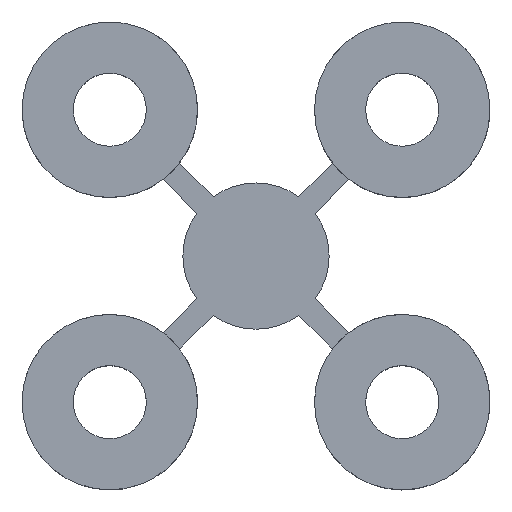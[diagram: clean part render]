
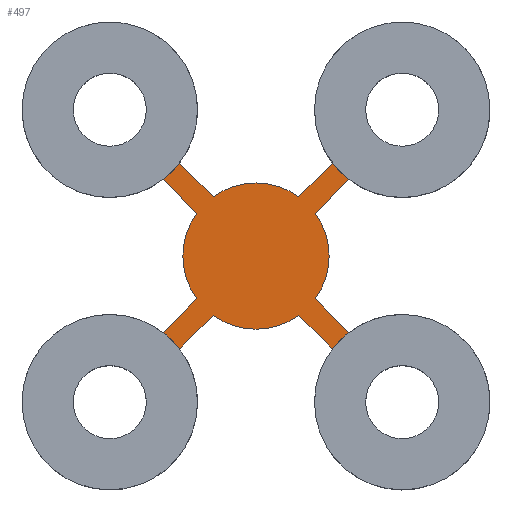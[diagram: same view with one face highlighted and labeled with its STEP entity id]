
A CAD part, top view. The second image highlights one B-rep face of the part: STEP entity #497.
In plain terms, the highlighted planar face has unit normal (0, 0, 1).
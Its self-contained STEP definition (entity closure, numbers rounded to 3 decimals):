
#24=CIRCLE('',#537,2.5);
#26=CIRCLE('',#542,2.5);
#28=CIRCLE('',#547,2.5);
#30=CIRCLE('',#552,2.5);
#31=CIRCLE('',#555,3.);
#32=CIRCLE('',#556,3.);
#33=CIRCLE('',#557,3.);
#34=CIRCLE('',#558,3.);
#79=FACE_OUTER_BOUND('',#105,.T.);
#105=EDGE_LOOP('',(#375,#376,#377,#378,#379,#380,#381,#382,#383,#384,#385,
#386,#387,#388,#389,#390));
#129=LINE('',#758,#169);
#133=LINE('',#770,#173);
#137=LINE('',#779,#177);
#141=LINE('',#791,#181);
#145=LINE('',#800,#185);
#149=LINE('',#812,#189);
#153=LINE('',#821,#193);
#157=LINE('',#833,#197);
#169=VECTOR('',#598,10.);
#173=VECTOR('',#610,10.);
#177=VECTOR('',#616,10.);
#181=VECTOR('',#628,10.);
#185=VECTOR('',#634,10.);
#189=VECTOR('',#646,10.);
#193=VECTOR('',#652,10.);
#197=VECTOR('',#664,10.);
#209=VERTEX_POINT('',#755);
#210=VERTEX_POINT('',#757);
#212=VERTEX_POINT('',#763);
#214=VERTEX_POINT('',#769);
#217=VERTEX_POINT('',#776);
#218=VERTEX_POINT('',#778);
#220=VERTEX_POINT('',#784);
#222=VERTEX_POINT('',#790);
#225=VERTEX_POINT('',#797);
#226=VERTEX_POINT('',#799);
#228=VERTEX_POINT('',#805);
#230=VERTEX_POINT('',#811);
#233=VERTEX_POINT('',#818);
#234=VERTEX_POINT('',#820);
#236=VERTEX_POINT('',#826);
#238=VERTEX_POINT('',#832);
#257=EDGE_CURVE('',#210,#209,#129,.T.);
#260=EDGE_CURVE('',#212,#210,#24,.T.);
#263=EDGE_CURVE('',#214,#212,#133,.T.);
#267=EDGE_CURVE('',#218,#217,#137,.T.);
#270=EDGE_CURVE('',#220,#218,#26,.T.);
#273=EDGE_CURVE('',#222,#220,#141,.T.);
#277=EDGE_CURVE('',#226,#225,#145,.T.);
#280=EDGE_CURVE('',#228,#226,#28,.T.);
#283=EDGE_CURVE('',#230,#228,#149,.T.);
#287=EDGE_CURVE('',#234,#233,#153,.T.);
#290=EDGE_CURVE('',#236,#234,#30,.T.);
#293=EDGE_CURVE('',#238,#236,#157,.T.);
#295=EDGE_CURVE('',#230,#233,#31,.T.);
#296=EDGE_CURVE('',#222,#225,#32,.T.);
#297=EDGE_CURVE('',#214,#217,#33,.T.);
#298=EDGE_CURVE('',#238,#209,#34,.T.);
#375=ORIENTED_EDGE('',*,*,#293,.T.);
#376=ORIENTED_EDGE('',*,*,#290,.T.);
#377=ORIENTED_EDGE('',*,*,#287,.T.);
#378=ORIENTED_EDGE('',*,*,#295,.F.);
#379=ORIENTED_EDGE('',*,*,#283,.T.);
#380=ORIENTED_EDGE('',*,*,#280,.T.);
#381=ORIENTED_EDGE('',*,*,#277,.T.);
#382=ORIENTED_EDGE('',*,*,#296,.F.);
#383=ORIENTED_EDGE('',*,*,#273,.T.);
#384=ORIENTED_EDGE('',*,*,#270,.T.);
#385=ORIENTED_EDGE('',*,*,#267,.T.);
#386=ORIENTED_EDGE('',*,*,#297,.F.);
#387=ORIENTED_EDGE('',*,*,#263,.T.);
#388=ORIENTED_EDGE('',*,*,#260,.T.);
#389=ORIENTED_EDGE('',*,*,#257,.T.);
#390=ORIENTED_EDGE('',*,*,#298,.F.);
#479=PLANE('',#554);
#497=ADVANCED_FACE('',(#79),#479,.F.);
#537=AXIS2_PLACEMENT_3D('',#764,#604,#605);
#542=AXIS2_PLACEMENT_3D('',#785,#622,#623);
#547=AXIS2_PLACEMENT_3D('',#806,#640,#641);
#552=AXIS2_PLACEMENT_3D('',#827,#658,#659);
#554=AXIS2_PLACEMENT_3D('',#835,#666,#667);
#555=AXIS2_PLACEMENT_3D('',#836,#668,#669);
#556=AXIS2_PLACEMENT_3D('',#837,#670,#671);
#557=AXIS2_PLACEMENT_3D('',#838,#672,#673);
#558=AXIS2_PLACEMENT_3D('',#839,#674,#675);
#598=DIRECTION('',(-0.707,-0.707,0.));
#604=DIRECTION('center_axis',(0.,0.,1.));
#605=DIRECTION('ref_axis',(-1.,0.,0.));
#610=DIRECTION('',(0.707,-0.707,0.));
#616=DIRECTION('',(-0.707,0.707,0.));
#622=DIRECTION('center_axis',(0.,0.,1.));
#623=DIRECTION('ref_axis',(-1.,0.,0.));
#628=DIRECTION('',(-0.707,-0.707,0.));
#634=DIRECTION('',(0.707,0.707,0.));
#640=DIRECTION('center_axis',(0.,0.,1.));
#641=DIRECTION('ref_axis',(-1.,0.,0.));
#646=DIRECTION('',(-0.707,0.707,0.));
#652=DIRECTION('',(0.707,-0.707,0.));
#658=DIRECTION('center_axis',(0.,0.,1.));
#659=DIRECTION('ref_axis',(-1.,0.,0.));
#664=DIRECTION('',(0.707,0.707,0.));
#666=DIRECTION('center_axis',(0.,0.,-1.));
#667=DIRECTION('ref_axis',(-1.,0.,0.));
#668=DIRECTION('center_axis',(0.,0.,1.));
#669=DIRECTION('ref_axis',(1.,0.,0.));
#670=DIRECTION('center_axis',(0.,0.,1.));
#671=DIRECTION('ref_axis',(1.,0.,0.));
#672=DIRECTION('center_axis',(0.,0.,1.));
#673=DIRECTION('ref_axis',(1.,0.,0.));
#674=DIRECTION('center_axis',(0.,0.,1.));
#675=DIRECTION('ref_axis',(1.,0.,0.));
#755=CARTESIAN_POINT('',(1.82,-7.615,0.2));
#757=CARTESIAN_POINT('',(2.972,-6.462,0.2));
#758=CARTESIAN_POINT('',(-0.283,-9.717,0.2));
#763=CARTESIAN_POINT('',(2.972,-3.538,0.2));
#764=CARTESIAN_POINT('Origin',(5.,-5.,0.2));
#769=CARTESIAN_POINT('',(1.82,-2.385,0.2));
#770=CARTESIAN_POINT('',(9.717,-10.283,0.2));
#776=CARTESIAN_POINT('',(2.385,-1.82,0.2));
#778=CARTESIAN_POINT('',(3.538,-2.972,0.2));
#779=CARTESIAN_POINT('',(0.283,0.283,0.2));
#784=CARTESIAN_POINT('',(6.462,-2.972,0.2));
#785=CARTESIAN_POINT('Origin',(5.,-5.,0.2));
#790=CARTESIAN_POINT('',(7.615,-1.82,0.2));
#791=CARTESIAN_POINT('',(-0.283,-9.717,0.2));
#797=CARTESIAN_POINT('',(8.18,-2.385,0.2));
#799=CARTESIAN_POINT('',(7.028,-3.538,0.2));
#800=CARTESIAN_POINT('',(10.283,-0.283,0.2));
#805=CARTESIAN_POINT('',(7.028,-6.462,0.2));
#806=CARTESIAN_POINT('Origin',(5.,-5.,0.2));
#811=CARTESIAN_POINT('',(8.18,-7.615,0.2));
#812=CARTESIAN_POINT('',(0.283,0.283,0.2));
#818=CARTESIAN_POINT('',(7.615,-8.18,0.2));
#820=CARTESIAN_POINT('',(6.462,-7.028,0.2));
#821=CARTESIAN_POINT('',(9.717,-10.283,0.2));
#826=CARTESIAN_POINT('',(3.538,-7.028,0.2));
#827=CARTESIAN_POINT('Origin',(5.,-5.,0.2));
#832=CARTESIAN_POINT('',(2.385,-8.18,0.2));
#833=CARTESIAN_POINT('',(10.283,-0.283,0.2));
#835=CARTESIAN_POINT('Origin',(5.,-5.,0.2));
#836=CARTESIAN_POINT('Origin',(10.,-10.,0.2));
#837=CARTESIAN_POINT('Origin',(10.,0.,0.2));
#838=CARTESIAN_POINT('Origin',(0.,0.,0.2));
#839=CARTESIAN_POINT('Origin',(0.,-10.,0.2));
